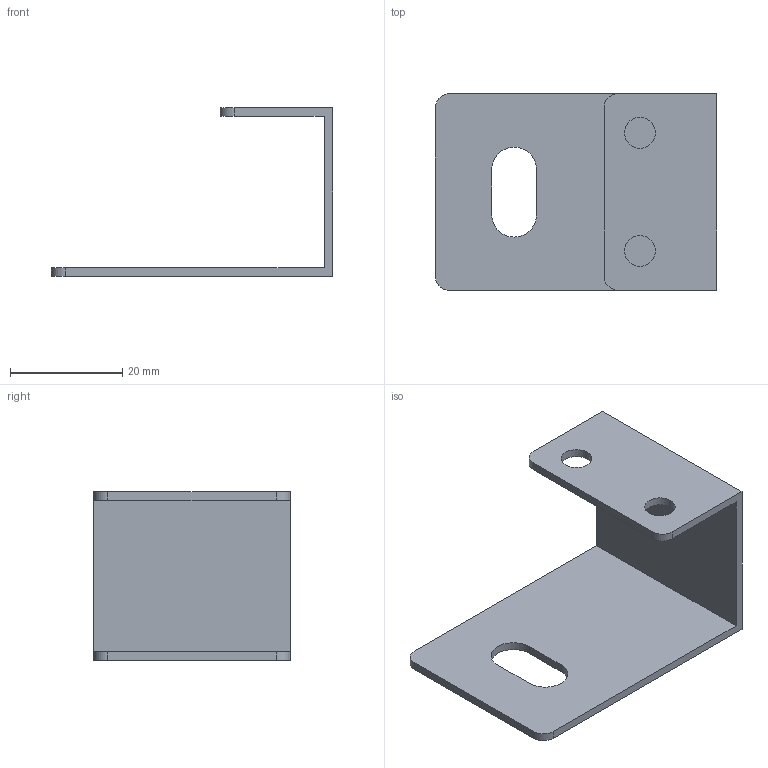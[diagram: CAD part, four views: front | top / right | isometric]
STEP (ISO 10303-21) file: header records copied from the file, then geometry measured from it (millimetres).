
FILE_DESCRIPTION (( 'STEP AP203' ), '1' );
FILE_NAME ('TI-00D-BSW TITAN Êðîíøòåéí äëÿ êîíöåâîãî âûêëþ÷àòåëÿ ÊÂ IEK.STEP', '2024-09-11T08:31:40', ( '' ), ( '' ), 'SwSTEP 2.0', 'SolidWorks 2022', '' );
FILE_SCHEMA (( 'CONFIG_CONTROL_DESIGN' ));
Length unit declared in the file: millimetre
Products named in the file (1): TI-00D-BSW TITAN Кронштейн для концевого выключателя КВ IEK
Bounding box: 50 x 35 x 30 mm (x, y, z)
Volume: 4841.8 mm3; surface area: 6958.8 mm2
Topology: 1 solids, 1 shells, 20 faces, 54 edges, 36 vertices
Faces by surface type: plane 12, cylinder 8
Full cylindrical faces by diameter (mm): 5.5 x2
Entity records: 713 total; most frequent: DIRECTION 110, CARTESIAN_POINT 109, ORIENTED_EDGE 104, EDGE_CURVE 52, AXIS2_PLACEMENT_3D 37, VERTEX_POINT 36, VECTOR 36, LINE 36
